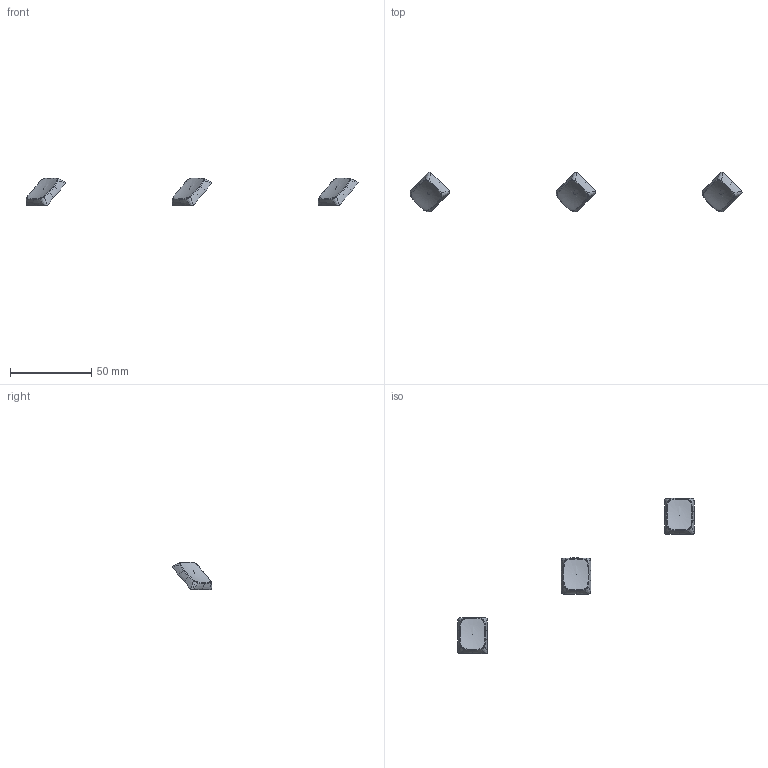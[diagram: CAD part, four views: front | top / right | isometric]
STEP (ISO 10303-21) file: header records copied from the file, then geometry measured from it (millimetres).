
FILE_DESCRIPTION(/* description */ (''),/* implementation_level */ '2;1');
FILE_NAME(/* name */ '1.25U.step',/* time_stamp */ '2024-06-19T12:25:56-07:00',/* author */ (''),/* organization */ (''),/* preprocessor_version */ 'ST-DEVELOPER v20',/* originating_system */ 'Autodesk Translation Framework v13.14.0.145',/* authorisation */ '');
FILE_SCHEMA (('AUTOMOTIVE_DESIGN { 1 0 10303 214 3 1 1 }'));
Length unit declared in the file: millimetre
Products named in the file (2): mzu_concave; print
Assembly tree (1 placements, depth 2):
  mzu_concave
    print
Bounding box: 204.47 x 24.44 x 17.12 mm (x, y, z)
Volume: 2447.4 mm3; surface area: 3945.7 mm2
Topology: 3 solids, 3 shells, 219 faces, 522 edges, 315 vertices
Faces by surface type: bspline 99, plane 63, cylinder 51, torus 6
Full cylindrical faces by diameter (mm): 5.5 x3
Entity records: 10534 total; most frequent: CARTESIAN_POINT 6063, ORIENTED_EDGE 1038, DIRECTION 696, EDGE_CURVE 519, VERTEX_POINT 315, AXIS2_PLACEMENT_3D 237, EDGE_LOOP 228, LINE 222
